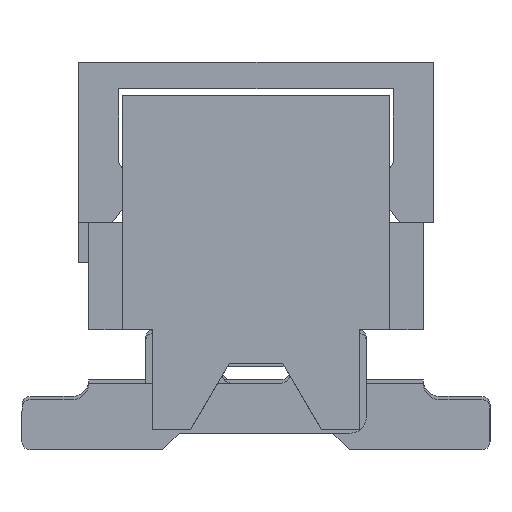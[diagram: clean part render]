
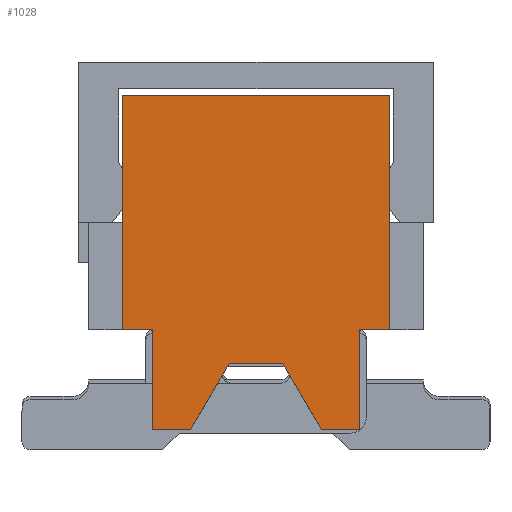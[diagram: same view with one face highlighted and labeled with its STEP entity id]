
A CAD part, left-side view. The second image highlights one B-rep face of the part: STEP entity #1028.
In plain terms, the highlighted planar face has unit normal (-1, 0, 0).
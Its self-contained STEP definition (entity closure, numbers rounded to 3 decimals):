
#1028 = ADVANCED_FACE( '', ( #2454 ), #2455, .F. );
#2454 = FACE_OUTER_BOUND( '', #4292, .T. );
#2455 = PLANE( '', #4293 );
#4292 = EDGE_LOOP( '', ( #7089, #7090, #7091, #7092, #7093, #7094, #7095, #7096, #7097, #7098, #7099, #7100, #7101, #7102 ) );
#4293 = AXIS2_PLACEMENT_3D( '', #7103, #7104, #7105 );
#7089 = ORIENTED_EDGE( '', *, *, #12389, .F. );
#7090 = ORIENTED_EDGE( '', *, *, #12390, .F. );
#7091 = ORIENTED_EDGE( '', *, *, #11907, .F. );
#7092 = ORIENTED_EDGE( '', *, *, #12391, .F. );
#7093 = ORIENTED_EDGE( '', *, *, #12392, .F. );
#7094 = ORIENTED_EDGE( '', *, *, #12393, .F. );
#7095 = ORIENTED_EDGE( '', *, *, #12394, .F. );
#7096 = ORIENTED_EDGE( '', *, *, #12395, .F. );
#7097 = ORIENTED_EDGE( '', *, *, #12396, .F. );
#7098 = ORIENTED_EDGE( '', *, *, #12397, .F. );
#7099 = ORIENTED_EDGE( '', *, *, #12398, .T. );
#7100 = ORIENTED_EDGE( '', *, *, #12399, .F. );
#7101 = ORIENTED_EDGE( '', *, *, #12231, .F. );
#7102 = ORIENTED_EDGE( '', *, *, #12400, .F. );
#7103 = CARTESIAN_POINT( '', ( -7.885, 0., 0. ) );
#7104 = DIRECTION( '', ( 1., 0., 0. ) );
#7105 = DIRECTION( '', ( 0., 0., -1. ) );
#11907 = EDGE_CURVE( '', #14510, #14512, #14513, .T. );
#12231 = EDGE_CURVE( '', #15074, #15075, #15076, .T. );
#12389 = EDGE_CURVE( '', #15348, #13967, #15349, .T. );
#12390 = EDGE_CURVE( '', #14512, #15348, #15350, .T. );
#12391 = EDGE_CURVE( '', #15351, #14510, #15352, .T. );
#12392 = EDGE_CURVE( '', #15353, #15351, #15354, .T. );
#12393 = EDGE_CURVE( '', #15355, #15353, #15356, .T. );
#12394 = EDGE_CURVE( '', #15357, #15355, #15358, .T. );
#12395 = EDGE_CURVE( '', #15359, #15357, #15360, .T. );
#12396 = EDGE_CURVE( '', #15361, #15359, #15362, .T. );
#12397 = EDGE_CURVE( '', #15363, #15361, #15364, .T. );
#12398 = EDGE_CURVE( '', #15363, #15365, #15366, .T. );
#12399 = EDGE_CURVE( '', #15075, #15365, #15367, .T. );
#12400 = EDGE_CURVE( '', #13967, #15074, #15368, .T. );
#13967 = VERTEX_POINT( '', #17446 );
#14510 = VERTEX_POINT( '', #18241 );
#14512 = VERTEX_POINT( '', #18244 );
#14513 = LINE( '', #18245, #18246 );
#15074 = VERTEX_POINT( '', #19090 );
#15075 = VERTEX_POINT( '', #19091 );
#15076 = LINE( '', #19092, #19093 );
#15348 = VERTEX_POINT( '', #19510 );
#15349 = LINE( '', #19511, #19512 );
#15350 = LINE( '', #19513, #19514 );
#15351 = VERTEX_POINT( '', #19515 );
#15352 = LINE( '', #19516, #19517 );
#15353 = VERTEX_POINT( '', #19518 );
#15354 = LINE( '', #19519, #19520 );
#15355 = VERTEX_POINT( '', #19521 );
#15356 = LINE( '', #19522, #19523 );
#15357 = VERTEX_POINT( '', #19524 );
#15358 = LINE( '', #19525, #19526 );
#15359 = VERTEX_POINT( '', #19527 );
#15360 = LINE( '', #19528, #19529 );
#15361 = VERTEX_POINT( '', #19530 );
#15362 = LINE( '', #19531, #19532 );
#15363 = VERTEX_POINT( '', #19533 );
#15364 = LINE( '', #19534, #19535 );
#15365 = VERTEX_POINT( '', #19536 );
#15366 = LINE( '', #19537, #19538 );
#15367 = LINE( '', #19539, #19540 );
#15368 = LINE( '', #19541, #19542 );
#17446 = CARTESIAN_POINT( '', ( -7.885, 2., 0.8 ) );
#18241 = CARTESIAN_POINT( '', ( -7.885, 1.55, -2.3 ) );
#18244 = CARTESIAN_POINT( '', ( -7.885, 1.55, -0.8 ) );
#18245 = CARTESIAN_POINT( '', ( -7.885, 1.55, -0.8 ) );
#18246 = VECTOR( '', #22628, 1000. );
#19090 = CARTESIAN_POINT( '', ( -7.885, 2., 2.7 ) );
#19091 = CARTESIAN_POINT( '', ( -7.885, -2., 2.7 ) );
#19092 = CARTESIAN_POINT( '', ( -7.885, 2., 2.7 ) );
#19093 = VECTOR( '', #22912, 1000. );
#19510 = CARTESIAN_POINT( '', ( -7.885, 2., -0.8 ) );
#19511 = CARTESIAN_POINT( '', ( -7.885, 2., -0.8 ) );
#19512 = VECTOR( '', #23058, 1000. );
#19513 = CARTESIAN_POINT( '', ( -7.885, 2.5, -0.8 ) );
#19514 = VECTOR( '', #23059, 1000. );
#19515 = CARTESIAN_POINT( '', ( -7.885, 0.98, -2.3 ) );
#19516 = CARTESIAN_POINT( '', ( -7.885, 0.98, -2.3 ) );
#19517 = VECTOR( '', #23060, 1000. );
#19518 = CARTESIAN_POINT( '', ( -7.885, 0.4, -1.3 ) );
#19519 = CARTESIAN_POINT( '', ( -7.885, 0.4, -1.3 ) );
#19520 = VECTOR( '', #23061, 1000. );
#19521 = CARTESIAN_POINT( '', ( -7.885, -0.4, -1.3 ) );
#19522 = CARTESIAN_POINT( '', ( -7.885, -0.4, -1.3 ) );
#19523 = VECTOR( '', #23062, 1000. );
#19524 = CARTESIAN_POINT( '', ( -7.885, -0.98, -2.3 ) );
#19525 = CARTESIAN_POINT( '', ( -7.885, -0.98, -2.3 ) );
#19526 = VECTOR( '', #23063, 1000. );
#19527 = CARTESIAN_POINT( '', ( -7.885, -1.55, -2.3 ) );
#19528 = CARTESIAN_POINT( '', ( -7.885, -1.55, -2.3 ) );
#19529 = VECTOR( '', #23064, 1000. );
#19530 = CARTESIAN_POINT( '', ( -7.885, -1.55, -0.8 ) );
#19531 = CARTESIAN_POINT( '', ( -7.885, -1.55, -0.8 ) );
#19532 = VECTOR( '', #23065, 1000. );
#19533 = CARTESIAN_POINT( '', ( -7.885, -2., -0.8 ) );
#19534 = CARTESIAN_POINT( '', ( -7.885, -2.5, -0.8 ) );
#19535 = VECTOR( '', #23066, 1000. );
#19536 = CARTESIAN_POINT( '', ( -7.885, -2., 0.8 ) );
#19537 = CARTESIAN_POINT( '', ( -7.885, -2., -0.8 ) );
#19538 = VECTOR( '', #23067, 1000. );
#19539 = CARTESIAN_POINT( '', ( -7.885, -2., 2.7 ) );
#19540 = VECTOR( '', #23068, 1000. );
#19541 = CARTESIAN_POINT( '', ( -7.885, 2., 0.8 ) );
#19542 = VECTOR( '', #23069, 1000. );
#22628 = DIRECTION( '', ( 0., 0., 1. ) );
#22912 = DIRECTION( '', ( 0., -1., 0. ) );
#23058 = DIRECTION( '', ( 0., 0., 1. ) );
#23059 = DIRECTION( '', ( 0., 1., 0. ) );
#23060 = DIRECTION( '', ( 0., 1., 0. ) );
#23061 = DIRECTION( '', ( 0., 0.502, -0.865 ) );
#23062 = DIRECTION( '', ( 0., 1., 0. ) );
#23063 = DIRECTION( '', ( 0., 0.502, 0.865 ) );
#23064 = DIRECTION( '', ( 0., 1., 0. ) );
#23065 = DIRECTION( '', ( 0., 0., -1. ) );
#23066 = DIRECTION( '', ( 0., 1., 0. ) );
#23067 = DIRECTION( '', ( 0., 0., 1. ) );
#23068 = DIRECTION( '', ( 0., 0., -1. ) );
#23069 = DIRECTION( '', ( 0., 0., 1. ) );
